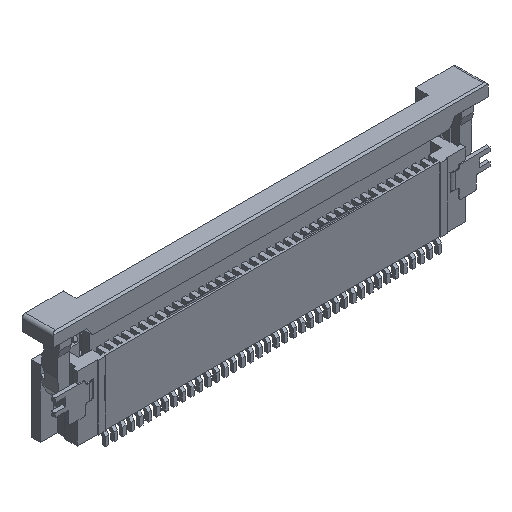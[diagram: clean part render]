
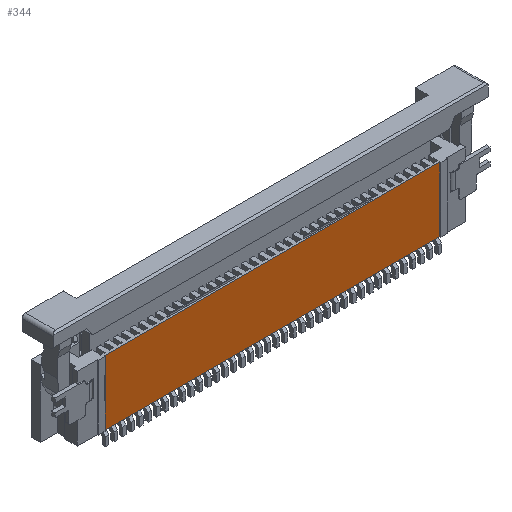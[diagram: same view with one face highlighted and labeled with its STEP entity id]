
A CAD part, isometric view. The second image highlights one B-rep face of the part: STEP entity #344.
In plain terms, the highlighted planar face has unit normal (0, -1, 0).
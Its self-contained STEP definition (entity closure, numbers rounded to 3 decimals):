
#344=ADVANCED_FACE('',(#2259),#2260,.T.);
#2259=FACE_OUTER_BOUND('',#5741,.T.);
#2260=PLANE('',#5742);
#5741=EDGE_LOOP('',(#10021,#10022,#10023,#10024));
#5742=AXIS2_PLACEMENT_3D('',#10025,#10026,#10027);
#10021=ORIENTED_EDGE('',*,*,#25739,.T.);
#10022=ORIENTED_EDGE('',*,*,#25740,.T.);
#10023=ORIENTED_EDGE('',*,*,#25741,.T.);
#10024=ORIENTED_EDGE('',*,*,#25742,.F.);
#10025=CARTESIAN_POINT('',(0.0,0.06,3.95));
#10026=DIRECTION('',(0.0,-1.0,0.0));
#10027=DIRECTION('',(0.0,0.0,-1.0));
#25739=EDGE_CURVE('',#31958,#31959,#31960,.T.);
#25740=EDGE_CURVE('',#31959,#31961,#31962,.T.);
#25741=EDGE_CURVE('',#31961,#31963,#31964,.T.);
#25742=EDGE_CURVE('',#31958,#31963,#31965,.T.);
#31958=VERTEX_POINT('',#41375);
#31959=VERTEX_POINT('',#41376);
#31960=LINE('',#41377,#41378);
#31961=VERTEX_POINT('',#41379);
#31962=LINE('',#41380,#41381);
#31963=VERTEX_POINT('',#41382);
#31964=LINE('',#41383,#41384);
#31965=LINE('',#41385,#41386);
#41375=CARTESIAN_POINT('',(-9.825,0.06,3.95));
#41376=CARTESIAN_POINT('',(-9.825,0.06,0.15));
#41377=CARTESIAN_POINT('',(-9.825,0.06,3.95));
#41378=VECTOR('',#54254,3.8);
#41379=CARTESIAN_POINT('',(9.875,0.06,0.15));
#41380=CARTESIAN_POINT('',(-9.825,0.06,0.15));
#41381=VECTOR('',#54255,19.7);
#41382=CARTESIAN_POINT('',(9.875,0.06,3.95));
#41383=CARTESIAN_POINT('',(9.875,0.06,0.15));
#41384=VECTOR('',#54256,3.8);
#41385=CARTESIAN_POINT('',(-9.825,0.06,3.95));
#41386=VECTOR('',#54257,19.7);
#54254=DIRECTION('',(0.0,0.0,-1.0));
#54255=DIRECTION('',(1.0,0.0,0.0));
#54256=DIRECTION('',(0.0,0.0,1.0));
#54257=DIRECTION('',(1.0,0.0,0.0));
